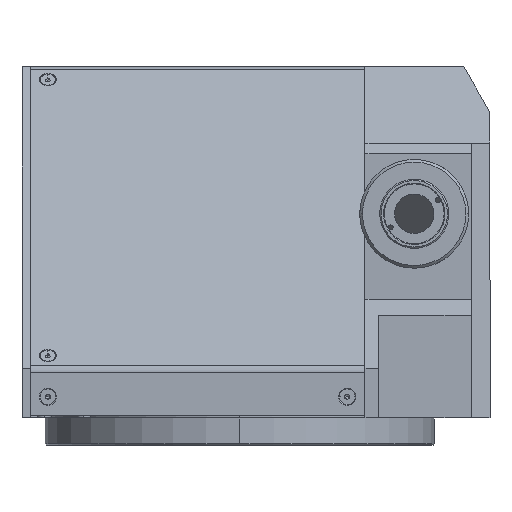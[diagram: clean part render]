
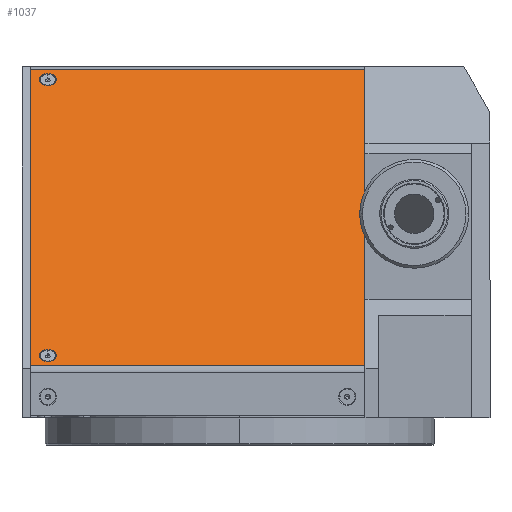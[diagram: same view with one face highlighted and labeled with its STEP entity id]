
A CAD part, left-side view. The second image highlights one B-rep face of the part: STEP entity #1037.
In plain terms, the highlighted planar face has unit normal (-0.707, 0, 0.707).
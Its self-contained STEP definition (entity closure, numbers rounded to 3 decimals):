
#95 = DIRECTION ( 'NONE',  ( -0.707, 0., 0.707 ) ) ;
#138 = EDGE_CURVE ( 'NONE', #13461, #13455, #14124, .T. ) ;
#554 = EDGE_CURVE ( 'NONE', #3627, #5038, #10508, .T. ) ;
#922 = LINE ( 'NONE', #12455, #7389 ) ;
#1037 = ADVANCED_FACE ( 'NONE', ( #9124, #4345, #9456 ), #11999, .T. ) ;
#1232 = ORIENTED_EDGE ( 'NONE', *, *, #138, .F. ) ;
#1654 = AXIS2_PLACEMENT_3D ( 'NONE', #14426, #4144, #8128 ) ;
#1820 = CARTESIAN_POINT ( 'NONE',  ( 25.852, 70.5, 129.066 ) ) ;
#1895 = VERTEX_POINT ( 'NONE', #15996 ) ;
#2018 = CARTESIAN_POINT ( 'NONE',  ( -76.828, -46., 26.385 ) ) ;
#2619 = DIRECTION ( 'NONE',  ( 0., -1., 0. ) ) ;
#3086 = DIRECTION ( 'NONE',  ( 0.707, 0., 0.707 ) ) ;
#3286 = DIRECTION ( 'NONE',  ( -0.707, 0., 0.707 ) ) ;
#3627 = VERTEX_POINT ( 'NONE', #7371 ) ;
#3672 = VECTOR ( 'NONE', #2619, 1000. ) ;
#4091 = EDGE_CURVE ( 'NONE', #3627, #11506, #15171, .T. ) ;
#4144 = DIRECTION ( 'NONE',  ( -0.707, 0., 0.707 ) ) ;
#4163 = CARTESIAN_POINT ( 'NONE',  ( -71.066, 70.5, 32.148 ) ) ;
#4212 = CARTESIAN_POINT ( 'NONE',  ( 31.615, 77., 134.828 ) ) ;
#4345 = FACE_BOUND ( 'NONE', #7623, .T. ) ;
#4722 = VERTEX_POINT ( 'NONE', #1820 ) ;
#4739 = ORIENTED_EDGE ( 'NONE', *, *, #8828, .F. ) ;
#5038 = VERTEX_POINT ( 'NONE', #12142 ) ;
#5351 = DIRECTION ( 'NONE',  ( 0.707, 0., 0.707 ) ) ;
#5592 = CIRCLE ( 'NONE', #10202, 3.15 ) ;
#5966 = EDGE_CURVE ( 'NONE', #4722, #1895, #9290, .T. ) ;
#6563 = CARTESIAN_POINT ( 'NONE',  ( 28.08, 70.5, 131.293 ) ) ;
#6883 = DIRECTION ( 'NONE',  ( -0.707, 0., 0.707 ) ) ;
#7081 = CARTESIAN_POINT ( 'NONE',  ( 28.08, 70.5, 131.293 ) ) ;
#7371 = CARTESIAN_POINT ( 'NONE',  ( 31.615, 77., 134.828 ) ) ;
#7389 = VECTOR ( 'NONE', #11182, 1000. ) ;
#7623 = EDGE_LOOP ( 'NONE', ( #13515, #8663 ) ) ;
#7879 = CARTESIAN_POINT ( 'NONE',  ( -73.293, 70.5, 29.92 ) ) ;
#7941 = DIRECTION ( 'NONE',  ( -0.707, 0., -0.707 ) ) ;
#8128 = DIRECTION ( 'NONE',  ( 0.707, 0., 0.707 ) ) ;
#8428 = EDGE_LOOP ( 'NONE', ( #1232, #15170 ) ) ;
#8663 = ORIENTED_EDGE ( 'NONE', *, *, #5966, .F. ) ;
#8740 = AXIS2_PLACEMENT_3D ( 'NONE', #7081, #3286, #13639 ) ;
#8828 = EDGE_CURVE ( 'NONE', #5038, #11453, #11692, .T. ) ;
#9124 = FACE_BOUND ( 'NONE', #8428, .T. ) ;
#9290 = CIRCLE ( 'NONE', #8740, 3.15 ) ;
#9313 = EDGE_CURVE ( 'NONE', #1895, #4722, #15918, .T. ) ;
#9456 = FACE_OUTER_BOUND ( 'NONE', #10404, .T. ) ;
#9461 = VECTOR ( 'NONE', #10243, 1000. ) ;
#9517 = CARTESIAN_POINT ( 'NONE',  ( -75.52, 70.5, 27.693 ) ) ;
#10066 = CARTESIAN_POINT ( 'NONE',  ( -76.828, 77., 26.385 ) ) ;
#10202 = AXIS2_PLACEMENT_3D ( 'NONE', #7879, #95, #5351 ) ;
#10243 = DIRECTION ( 'NONE',  ( -0.707, 0., -0.707 ) ) ;
#10404 = EDGE_LOOP ( 'NONE', ( #4739, #14732, #13858, #15523 ) ) ;
#10508 = LINE ( 'NONE', #4212, #3672 ) ;
#11182 = DIRECTION ( 'NONE',  ( 0., 1., 0. ) ) ;
#11349 = CARTESIAN_POINT ( 'NONE',  ( -77.414, 77., 25.799 ) ) ;
#11453 = VERTEX_POINT ( 'NONE', #2018 ) ;
#11506 = VERTEX_POINT ( 'NONE', #10066 ) ;
#11692 = LINE ( 'NONE', #14406, #14781 ) ;
#11999 = PLANE ( 'NONE',  #14247 ) ;
#12142 = CARTESIAN_POINT ( 'NONE',  ( 31.615, -46., 134.828 ) ) ;
#12398 = AXIS2_PLACEMENT_3D ( 'NONE', #6563, #14478, #14569 ) ;
#12455 = CARTESIAN_POINT ( 'NONE',  ( -76.828, 77., 26.385 ) ) ;
#13455 = VERTEX_POINT ( 'NONE', #9517 ) ;
#13461 = VERTEX_POINT ( 'NONE', #4163 ) ;
#13515 = ORIENTED_EDGE ( 'NONE', *, *, #9313, .F. ) ;
#13597 = CARTESIAN_POINT ( 'NONE',  ( -77.414, 77., 25.799 ) ) ;
#13639 = DIRECTION ( 'NONE',  ( 0.707, 0., 0.707 ) ) ;
#13858 = ORIENTED_EDGE ( 'NONE', *, *, #4091, .T. ) ;
#14049 = EDGE_CURVE ( 'NONE', #11453, #11506, #922, .T. ) ;
#14124 = CIRCLE ( 'NONE', #1654, 3.15 ) ;
#14247 = AXIS2_PLACEMENT_3D ( 'NONE', #13597, #6883, #3086 ) ;
#14406 = CARTESIAN_POINT ( 'NONE',  ( -77.414, -46., 25.799 ) ) ;
#14426 = CARTESIAN_POINT ( 'NONE',  ( -73.293, 70.5, 29.92 ) ) ;
#14478 = DIRECTION ( 'NONE',  ( -0.707, 0., 0.707 ) ) ;
#14569 = DIRECTION ( 'NONE',  ( 0.707, 0., 0.707 ) ) ;
#14732 = ORIENTED_EDGE ( 'NONE', *, *, #554, .F. ) ;
#14781 = VECTOR ( 'NONE', #7941, 1000. ) ;
#15170 = ORIENTED_EDGE ( 'NONE', *, *, #16185, .F. ) ;
#15171 = LINE ( 'NONE', #11349, #9461 ) ;
#15523 = ORIENTED_EDGE ( 'NONE', *, *, #14049, .F. ) ;
#15918 = CIRCLE ( 'NONE', #12398, 3.15 ) ;
#15996 = CARTESIAN_POINT ( 'NONE',  ( 30.307, 70.5, 133.52 ) ) ;
#16185 = EDGE_CURVE ( 'NONE', #13455, #13461, #5592, .T. ) ;
